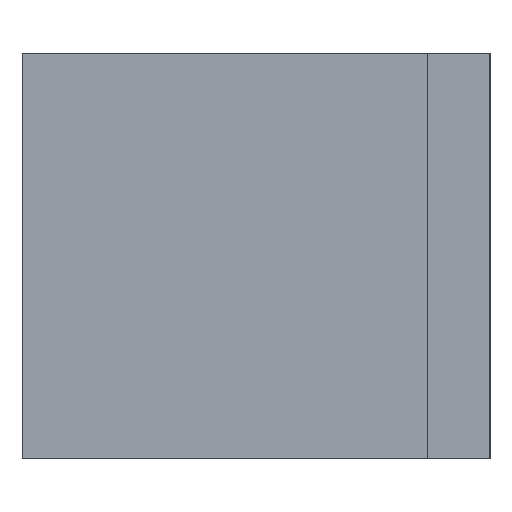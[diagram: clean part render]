
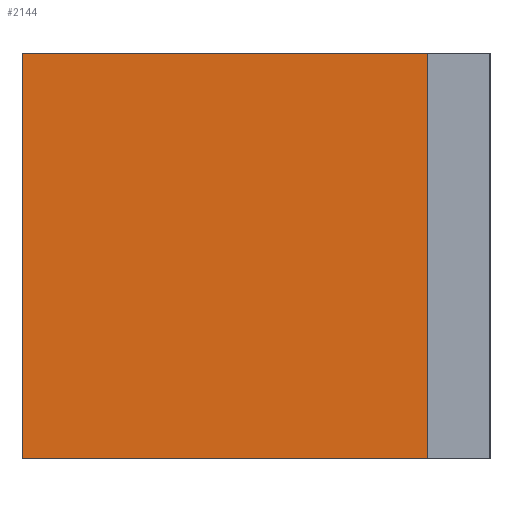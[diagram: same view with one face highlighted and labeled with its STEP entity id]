
A CAD part, left-side view. The second image highlights one B-rep face of the part: STEP entity #2144.
In plain terms, the highlighted planar face has unit normal (-1, 0, 0).
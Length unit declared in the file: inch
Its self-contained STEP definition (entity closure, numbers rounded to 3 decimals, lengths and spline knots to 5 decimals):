
#192=PLANE('',#2324);
#320=FACE_OUTER_BOUND('',#458,.T.);
#458=EDGE_LOOP('',(#1888,#1889,#1890,#1891));
#599=LINE('',#6491,#756);
#616=LINE('',#6524,#773);
#617=LINE('',#6527,#774);
#618=LINE('',#6528,#775);
#756=VECTOR('',#2763,0.3937);
#773=VECTOR('',#2790,0.3937);
#774=VECTOR('',#2793,0.3937);
#775=VECTOR('',#2794,0.3937);
#1005=VERTEX_POINT('',#6488);
#1006=VERTEX_POINT('',#6490);
#1017=VERTEX_POINT('',#6522);
#1018=VERTEX_POINT('',#6526);
#1300=EDGE_CURVE('',#1005,#1006,#599,.T.);
#1317=EDGE_CURVE('',#1005,#1017,#616,.T.);
#1318=EDGE_CURVE('',#1018,#1017,#617,.T.);
#1319=EDGE_CURVE('',#1006,#1018,#618,.T.);
#1888=ORIENTED_EDGE('',*,*,#1317,.T.);
#1889=ORIENTED_EDGE('',*,*,#1318,.F.);
#1890=ORIENTED_EDGE('',*,*,#1319,.F.);
#1891=ORIENTED_EDGE('',*,*,#1300,.F.);
#2144=ADVANCED_FACE('',(#320),#192,.T.);
#2324=AXIS2_PLACEMENT_3D('',#6525,#2791,#2792);
#2763=DIRECTION('',(0.,1.,0.));
#2790=DIRECTION('',(0.,0.,1.));
#2791=DIRECTION('center_axis',(-1.,0.,0.));
#2792=DIRECTION('ref_axis',(0.,-1.,0.));
#2793=DIRECTION('',(0.,-1.,0.));
#2794=DIRECTION('',(0.,0.,1.));
#6488=CARTESIAN_POINT('',(-4.,-0.715,-0.715));
#6490=CARTESIAN_POINT('',(-4.,0.715,-0.715));
#6491=CARTESIAN_POINT('',(-4.,-0.715,-0.715));
#6522=CARTESIAN_POINT('',(-4.,-0.715,0.715));
#6524=CARTESIAN_POINT('',(-4.,-0.715,0.));
#6525=CARTESIAN_POINT('Origin',(-4.,0.715,0.));
#6526=CARTESIAN_POINT('',(-4.,0.715,0.715));
#6527=CARTESIAN_POINT('',(-4.,-0.715,0.715));
#6528=CARTESIAN_POINT('',(-4.,0.715,0.));
